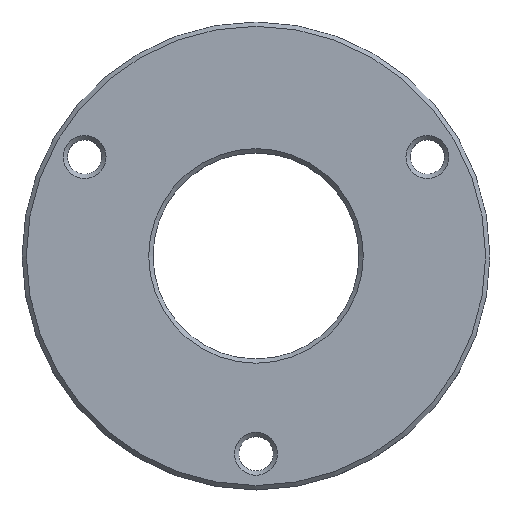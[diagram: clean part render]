
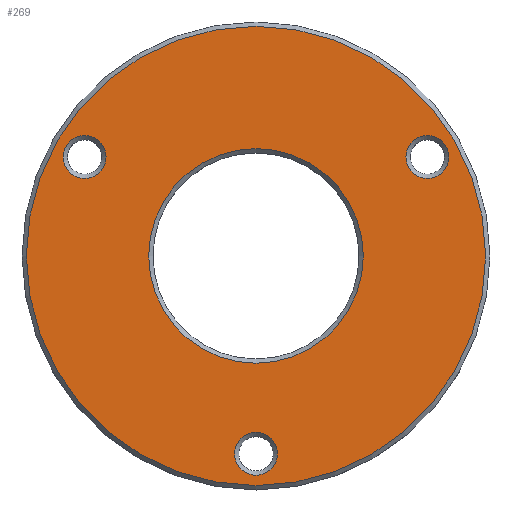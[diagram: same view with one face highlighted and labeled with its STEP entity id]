
A CAD part, top view. The second image highlights one B-rep face of the part: STEP entity #269.
In plain terms, the highlighted planar face has unit normal (0, 0, 1).
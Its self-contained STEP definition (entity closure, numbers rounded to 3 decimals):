
#24=FACE_BOUND('',#64,.T.);
#25=FACE_BOUND('',#65,.T.);
#26=FACE_BOUND('',#66,.T.);
#27=FACE_BOUND('',#67,.T.);
#29=PLANE('',#316);
#42=FACE_OUTER_BOUND('',#63,.T.);
#63=EDGE_LOOP('',(#226));
#64=EDGE_LOOP('',(#227));
#65=EDGE_LOOP('',(#228));
#66=EDGE_LOOP('',(#229));
#67=EDGE_LOOP('',(#230));
#117=CIRCLE('',#315,26.75);
#118=CIRCLE('',#317,2.5);
#119=CIRCLE('',#318,2.5);
#120=CIRCLE('',#319,12.5);
#121=CIRCLE('',#320,2.5);
#137=VERTEX_POINT('',#469);
#138=VERTEX_POINT('',#473);
#139=VERTEX_POINT('',#475);
#140=VERTEX_POINT('',#477);
#141=VERTEX_POINT('',#479);
#167=EDGE_CURVE('',#137,#137,#117,.T.);
#169=EDGE_CURVE('',#138,#138,#118,.T.);
#170=EDGE_CURVE('',#139,#139,#119,.T.);
#171=EDGE_CURVE('',#140,#140,#120,.T.);
#172=EDGE_CURVE('',#141,#141,#121,.T.);
#226=ORIENTED_EDGE('',*,*,#167,.F.);
#227=ORIENTED_EDGE('',*,*,#169,.F.);
#228=ORIENTED_EDGE('',*,*,#170,.F.);
#229=ORIENTED_EDGE('',*,*,#171,.F.);
#230=ORIENTED_EDGE('',*,*,#172,.F.);
#269=ADVANCED_FACE('',(#42,#24,#25,#26,#27),#29,.T.);
#315=AXIS2_PLACEMENT_3D('',#470,#391,#392);
#316=AXIS2_PLACEMENT_3D('',#472,#394,#395);
#317=AXIS2_PLACEMENT_3D('',#474,#396,#397);
#318=AXIS2_PLACEMENT_3D('',#476,#398,#399);
#319=AXIS2_PLACEMENT_3D('',#478,#400,#401);
#320=AXIS2_PLACEMENT_3D('',#480,#402,#403);
#391=DIRECTION('center_axis',(0.,0.,-1.));
#392=DIRECTION('ref_axis',(1.,0.,0.));
#394=DIRECTION('center_axis',(0.,0.,1.));
#395=DIRECTION('ref_axis',(1.,0.,0.));
#396=DIRECTION('center_axis',(0.,0.,1.));
#397=DIRECTION('ref_axis',(1.,0.,0.));
#398=DIRECTION('center_axis',(0.,0.,1.));
#399=DIRECTION('ref_axis',(1.,0.,0.));
#400=DIRECTION('center_axis',(0.,0.,1.));
#401=DIRECTION('ref_axis',(1.,0.,0.));
#402=DIRECTION('center_axis',(0.,0.,1.));
#403=DIRECTION('ref_axis',(1.,0.,0.));
#469=CARTESIAN_POINT('',(-26.75,0.,10.));
#470=CARTESIAN_POINT('Origin',(0.,0.,10.));
#472=CARTESIAN_POINT('Origin',(0.,0.,10.));
#473=CARTESIAN_POINT('',(-22.462,11.525,10.));
#474=CARTESIAN_POINT('Origin',(-19.962,11.525,10.));
#475=CARTESIAN_POINT('',(17.462,11.525,10.));
#476=CARTESIAN_POINT('Origin',(19.962,11.525,10.));
#477=CARTESIAN_POINT('',(-12.5,0.,10.));
#478=CARTESIAN_POINT('Origin',(0.,0.,10.));
#479=CARTESIAN_POINT('',(-2.5,-23.05,10.));
#480=CARTESIAN_POINT('Origin',(0.,-23.05,10.));
